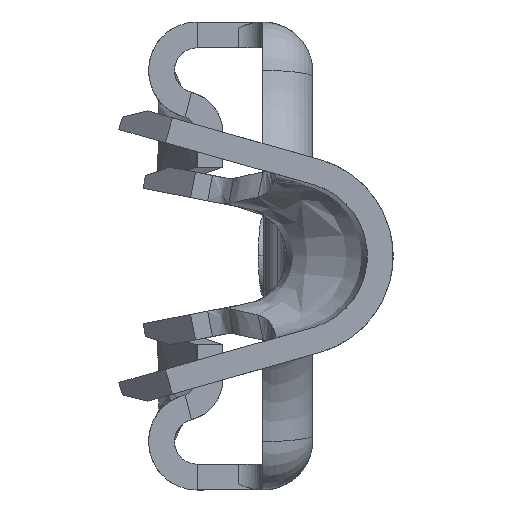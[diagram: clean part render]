
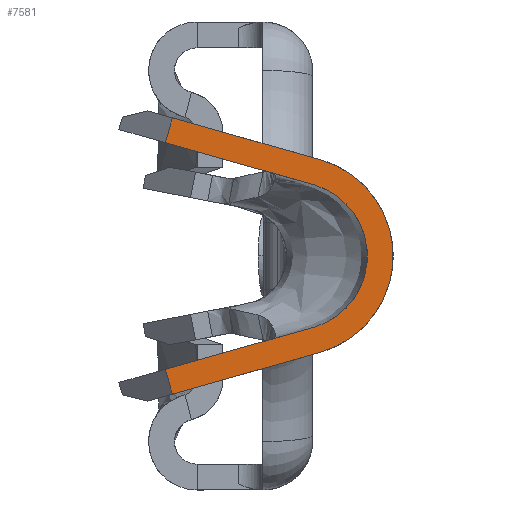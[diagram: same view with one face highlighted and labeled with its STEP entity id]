
A CAD part, left-side view. The second image highlights one B-rep face of the part: STEP entity #7581.
In plain terms, the highlighted planar face has unit normal (-1, 0, 0).
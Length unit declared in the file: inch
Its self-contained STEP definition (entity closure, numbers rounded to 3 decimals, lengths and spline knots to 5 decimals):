
#172 = CARTESIAN_POINT ( 'NONE',  ( -0.79, -0.01941, 0.05966 ) ) ;
#628 = CARTESIAN_POINT ( 'NONE',  ( -0.79, -0.01505, -0.04426 ) ) ;
#878 = DIRECTION ( 'NONE',  ( 0., 0.272, -0.962 ) ) ;
#1008 = EDGE_CURVE ( 'NONE', #7509, #8403, #7214, .T. ) ;
#1294 = ORIENTED_EDGE ( 'NONE', *, *, #6310, .T. ) ;
#1894 = CIRCLE ( 'NONE', #7556, 0.046 ) ;
#2019 = CARTESIAN_POINT ( 'NONE',  ( -0.79, 0.07662, -0.07021 ) ) ;
#2154 = DIRECTION ( 'NONE',  ( 0., -0.272, -0.962 ) ) ;
#2219 = CARTESIAN_POINT ( 'NONE',  ( -0.79, -0.00252, 0. ) ) ;
#2240 = AXIS2_PLACEMENT_3D ( 'NONE', #2219, #8500, #3138 ) ;
#2488 = VECTOR ( 'NONE', #878, 39.37008 ) ;
#2523 = EDGE_CURVE ( 'NONE', #7509, #10211, #5807, .T. ) ;
#2600 = ORIENTED_EDGE ( 'NONE', *, *, #2523, .T. ) ;
#2778 = LINE ( 'NONE', #4576, #2488 ) ;
#2801 = LINE ( 'NONE', #3572, #9906 ) ;
#2907 = VERTEX_POINT ( 'NONE', #8647 ) ;
#3117 = CARTESIAN_POINT ( 'NONE',  ( -0.79, 0.08914, -0.02595 ) ) ;
#3138 = DIRECTION ( 'NONE',  ( 0., 0., -1. ) ) ;
#3519 = VERTEX_POINT ( 'NONE', #7000 ) ;
#3572 = CARTESIAN_POINT ( 'NONE',  ( -0.79, -0.01505, 0.04426 ) ) ;
#4032 = PLANE ( 'NONE',  #2240 ) ;
#4039 = ORIENTED_EDGE ( 'NONE', *, *, #6375, .F. ) ;
#4270 = DIRECTION ( 'NONE',  ( 1., 0., 0. ) ) ;
#4276 = CARTESIAN_POINT ( 'NONE',  ( -0.79, -0.00252, 0. ) ) ;
#4576 = CARTESIAN_POINT ( 'NONE',  ( -0.79, 0.08914, 0.02595 ) ) ;
#4801 = CARTESIAN_POINT ( 'NONE',  ( -0.79, 0.07226, -0.0856 ) ) ;
#4887 = FACE_OUTER_BOUND ( 'NONE', #11456, .T. ) ;
#4907 = EDGE_CURVE ( 'NONE', #3519, #9479, #2801, .T. ) ;
#4968 = EDGE_CURVE ( 'NONE', #11401, #2907, #7286, .T. ) ;
#5163 = DIRECTION ( 'NONE',  ( 0., 0., -1. ) ) ;
#5807 = LINE ( 'NONE', #3117, #6363 ) ;
#6201 = VERTEX_POINT ( 'NONE', #11328 ) ;
#6205 = DIRECTION ( 'NONE',  ( 0., 0.962, 0.272 ) ) ;
#6231 = EDGE_CURVE ( 'NONE', #2907, #6201, #7823, .T. ) ;
#6310 = EDGE_CURVE ( 'NONE', #11401, #9479, #2778, .T. ) ;
#6363 = VECTOR ( 'NONE', #2154, 39.37008 ) ;
#6375 = EDGE_CURVE ( 'NONE', #8403, #3519, #1894, .T. ) ;
#6592 = DIRECTION ( 'NONE',  ( 0., -0.962, -0.272 ) ) ;
#6737 = ORIENTED_EDGE ( 'NONE', *, *, #11465, .F. ) ;
#7000 = CARTESIAN_POINT ( 'NONE',  ( -0.79, -0.01505, 0.04426 ) ) ;
#7053 = CARTESIAN_POINT ( 'NONE',  ( -0.79, 0.07226, 0.0856 ) ) ;
#7173 = CARTESIAN_POINT ( 'NONE',  ( -0.79, -0.01941, -0.05966 ) ) ;
#7214 = LINE ( 'NONE', #628, #9310 ) ;
#7286 = LINE ( 'NONE', #172, #9378 ) ;
#7509 = VERTEX_POINT ( 'NONE', #2019 ) ;
#7556 = AXIS2_PLACEMENT_3D ( 'NONE', #4276, #10483, #5163 ) ;
#7581 = ADVANCED_FACE ( 'NONE', ( #4887 ), #4032, .F. ) ;
#7823 = CIRCLE ( 'NONE', #11388, 0.062 ) ;
#8403 = VERTEX_POINT ( 'NONE', #8912 ) ;
#8500 = DIRECTION ( 'NONE',  ( 1., 0., 0. ) ) ;
#8576 = LINE ( 'NONE', #7173, #10976 ) ;
#8647 = CARTESIAN_POINT ( 'NONE',  ( -0.79, -0.01941, 0.05966 ) ) ;
#8912 = CARTESIAN_POINT ( 'NONE',  ( -0.79, -0.01505, -0.04426 ) ) ;
#9310 = VECTOR ( 'NONE', #11730, 39.37008 ) ;
#9378 = VECTOR ( 'NONE', #6592, 39.37008 ) ;
#9479 = VERTEX_POINT ( 'NONE', #11516 ) ;
#9565 = CARTESIAN_POINT ( 'NONE',  ( -0.79, -0.00252, 0. ) ) ;
#9716 = ORIENTED_EDGE ( 'NONE', *, *, #4968, .F. ) ;
#9781 = ORIENTED_EDGE ( 'NONE', *, *, #4907, .F. ) ;
#9831 = DIRECTION ( 'NONE',  ( 0., 0.962, -0.272 ) ) ;
#9906 = VECTOR ( 'NONE', #6205, 39.37008 ) ;
#10211 = VERTEX_POINT ( 'NONE', #4801 ) ;
#10476 = DIRECTION ( 'NONE',  ( 0., 0., -1. ) ) ;
#10483 = DIRECTION ( 'NONE',  ( -1., 0., 0. ) ) ;
#10638 = ORIENTED_EDGE ( 'NONE', *, *, #6231, .F. ) ;
#10976 = VECTOR ( 'NONE', #9831, 39.37008 ) ;
#11328 = CARTESIAN_POINT ( 'NONE',  ( -0.79, -0.01941, -0.05966 ) ) ;
#11388 = AXIS2_PLACEMENT_3D ( 'NONE', #9565, #4270, #10476 ) ;
#11401 = VERTEX_POINT ( 'NONE', #7053 ) ;
#11456 = EDGE_LOOP ( 'NONE', ( #11750, #2600, #6737, #10638, #9716, #1294, #9781, #4039 ) ) ;
#11465 = EDGE_CURVE ( 'NONE', #6201, #10211, #8576, .T. ) ;
#11516 = CARTESIAN_POINT ( 'NONE',  ( -0.79, 0.07662, 0.07021 ) ) ;
#11730 = DIRECTION ( 'NONE',  ( 0., -0.962, 0.272 ) ) ;
#11750 = ORIENTED_EDGE ( 'NONE', *, *, #1008, .F. ) ;
